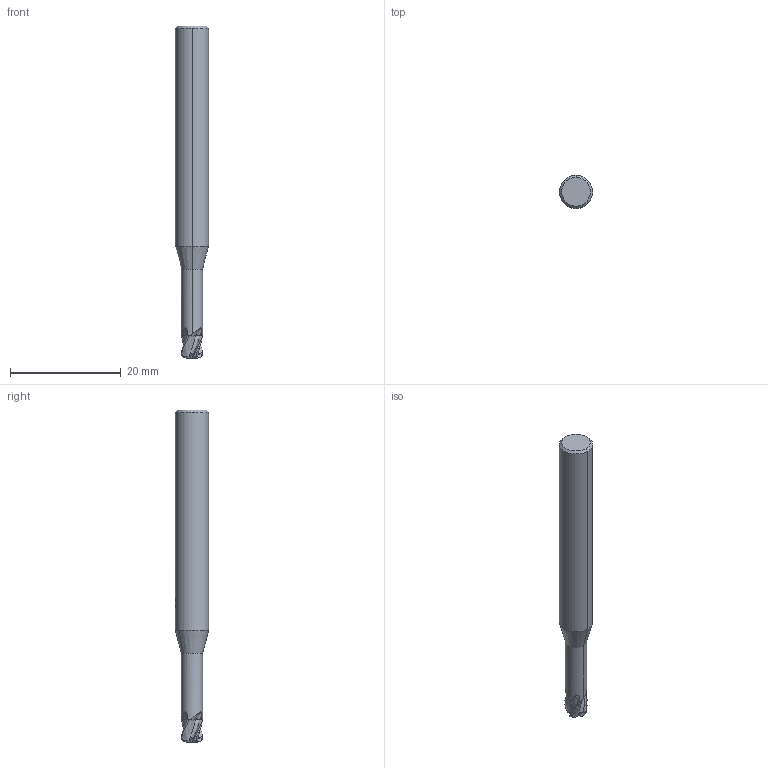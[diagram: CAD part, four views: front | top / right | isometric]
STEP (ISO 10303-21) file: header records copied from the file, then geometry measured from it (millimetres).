
FILE_DESCRIPTION(('no description'),'unknown implementation level');
FILE_NAME('solidfSyGSD_L8a2CPrudbDvroqnsO1M_1.STP',' ',('CIM GmbH Aachen'),('CADClick - KiM GmbH - www.kimweb.de'),'unknown preprocess','ACIS','unknown authorization');
FILE_SCHEMA(('automotive_design'));
Length unit declared in the file: millimetre
Products named in the file (2): 1; 2
Bounding box: 6 x 6 x 60 mm (x, y, z)
Volume: 1366.7 mm3; surface area: 1063.2 mm2
Topology: 2 solids, 2 shells, 88 faces, 239 edges, 155 vertices
Faces by surface type: plane 31, bspline 20, revolution 12, cylinder 11, cone 8, torus 6
Entity records: 8864 total; most frequent: CARTESIAN_POINT 4175, STYLED_ITEM 484, PRESENTATION_STYLE_ASSIGNMENT 484, COLOUR_RGB 484, ORIENTED_EDGE 478, DIRECTION 302, EDGE_CURVE 239, CURVE_STYLE 239
